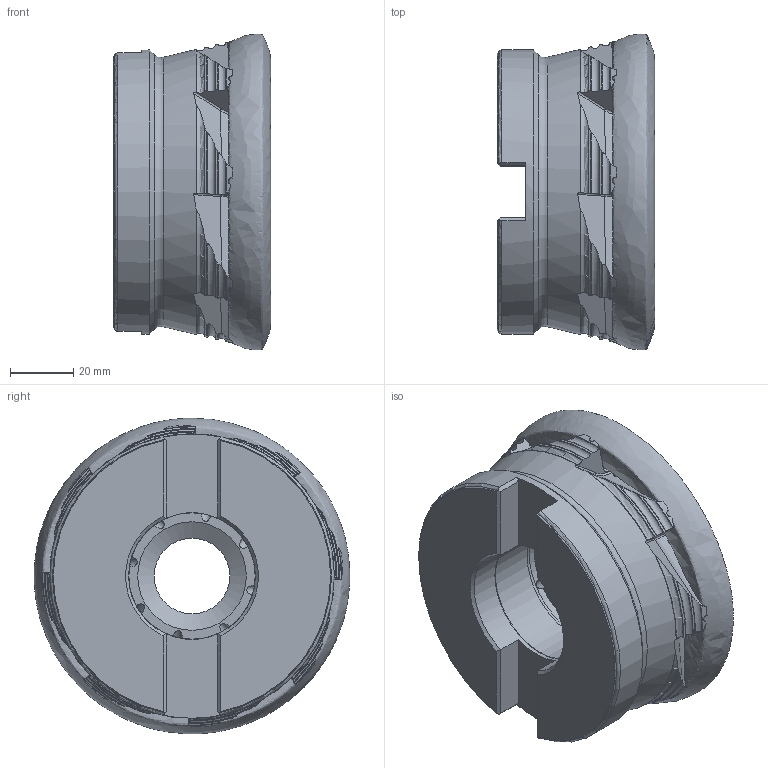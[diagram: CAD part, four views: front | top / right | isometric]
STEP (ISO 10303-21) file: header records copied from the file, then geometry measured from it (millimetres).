
FILE_DESCRIPTION (( 'STEP AP214' ), '1' );
FILE_NAME ('00PP-100-12-8.STEP', '2013-10-15T14:28:42', ( '' ), ( '' ), 'SwSTEP 2.0', 'SolidWorks 2013', '' );
FILE_SCHEMA (( 'AUTOMOTIVE_DESIGN' ));
Length unit declared in the file: millimetre
Products named in the file (1): 00PP-100-12-8
Bounding box: 49.9 x 99.95 x 99.91 mm (x, y, z)
Volume: 261758.6 mm3; surface area: 38100.9 mm2
Topology: 1 solids, 9 shells, 471 faces, 1371 edges, 894 vertices
Faces by surface type: plane 162, cylinder 93, torus 85, cone 82, bspline 49
Full cylindrical faces by diameter (mm): 3 x8, 24 x1, 40 x1, 40.15 x1, 40.3 x1, 90 x1
Entity records: 21522 total; most frequent: CARTESIAN_POINT 10583, ORIENTED_EDGE 2638, DIRECTION 1772, EDGE_CURVE 1319, VERTEX_POINT 871, AXIS2_PLACEMENT_3D 730, B_SPLINE_CURVE_WITH_KNOTS 616, EDGE_LOOP 508
